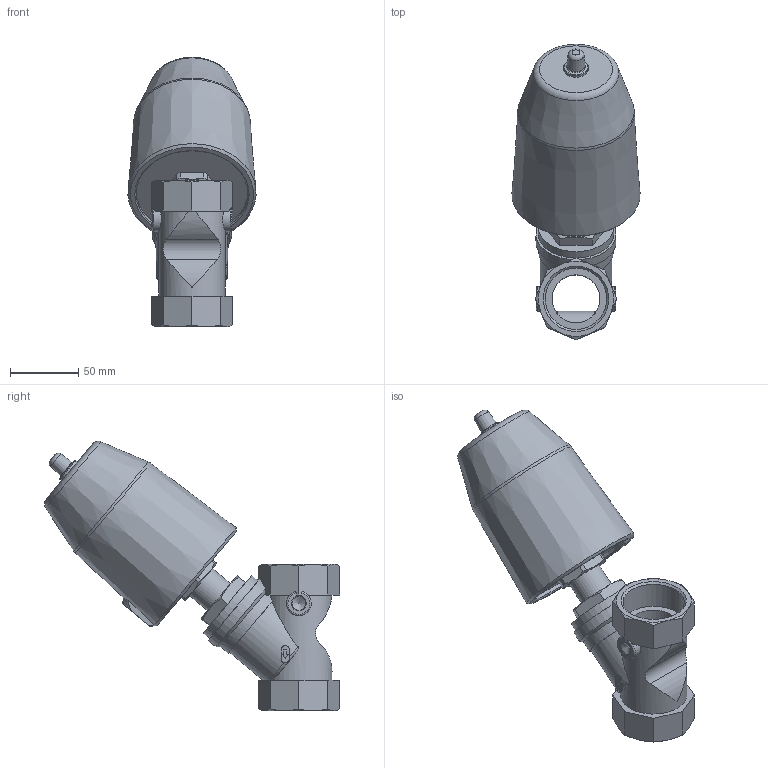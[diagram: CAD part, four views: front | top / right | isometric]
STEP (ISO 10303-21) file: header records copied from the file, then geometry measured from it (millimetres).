
FILE_DESCRIPTION(/* description */ ('STEP AP214'),/* implementation_level */ '2;1');
FILE_NAME(/* name */ '3535824_VZXF-L-M22C-M-A-G112-350-M1-H3ALT-80-16',/* time_stamp */ '2024-09-18T11:48:33+02:00',/* author */ ('License CC BY-ND 4.0'),/* organization */ ('CADENAS'),/* preprocessor_version */ 'ST-DEVELOPER v19.3',/* originating_system */ 'PARTsolutions',/* authorisation */ ' ');
FILE_SCHEMA (('AUTOMOTIVE_DESIGN {1 0 10303 214 3 1 1}'));
Length unit declared in the file: millimetre
Products named in the file (2): 3535824 VZXF-L-M22C-M-A-G112-350-M1-H3ALT-80-16; 1001805 VZXF-L-M22C-M-A-G112-350-H3ALT-80-16---(V)
Assembly tree (1 placements, depth 2):
  3535824 VZXF-L-M22C-M-A-G112-350-M1-H3ALT-80-16
    1001805 VZXF-L-M22C-M-A-G112-350-H3ALT-80-16---(V)
Bounding box: 93.67 x 215.77 x 197 mm (x, y, z)
Volume: 889897.5 mm3; surface area: 88556 mm2
Topology: 1 solids, 1 shells, 164 faces, 405 edges, 257 vertices
Faces by surface type: plane 79, cone 41, cylinder 33, torus 11
Full cylindrical faces by diameter (mm): 8.566 x1, 18.2 x1, 26 x1, 35 x1, 44.845 x2, 55 x1, 81.7 x1
Entity records: 4984 total; most frequent: CARTESIAN_POINT 1268, DIRECTION 745, ORIENTED_EDGE 744, EDGE_CURVE 372, AXIS2_PLACEMENT_3D 307, VERTEX_POINT 252, FACE_BOUND 208, EDGE_LOOP 206
